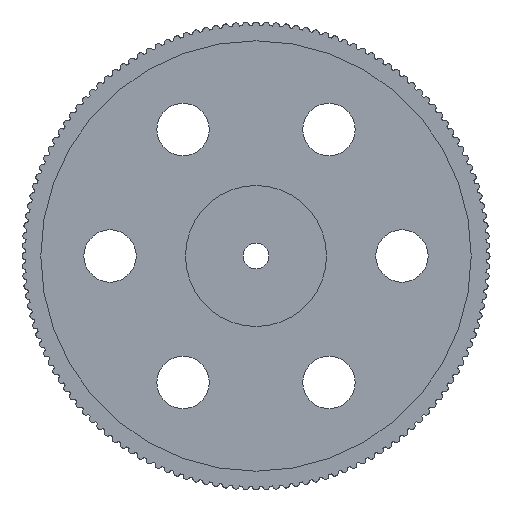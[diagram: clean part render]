
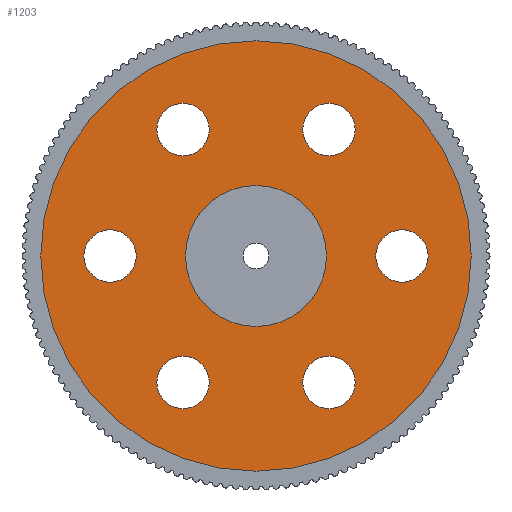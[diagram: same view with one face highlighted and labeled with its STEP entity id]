
A CAD part, left-side view. The second image highlights one B-rep face of the part: STEP entity #1203.
In plain terms, the highlighted planar face has unit normal (-1, 0, 0).
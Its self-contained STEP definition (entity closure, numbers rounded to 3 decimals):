
#1203 = ADVANCED_FACE( '', ( #2713, #2714, #2715, #2716, #2717, #2718, #2719, #2720 ), #2721, .T. );
#2713 = FACE_BOUND( '', #4528, .T. );
#2714 = FACE_BOUND( '', #4529, .T. );
#2715 = FACE_BOUND( '', #4530, .T. );
#2716 = FACE_BOUND( '', #4531, .T. );
#2717 = FACE_OUTER_BOUND( '', #4532, .T. );
#2718 = FACE_BOUND( '', #4533, .T. );
#2719 = FACE_BOUND( '', #4534, .T. );
#2720 = FACE_BOUND( '', #4535, .T. );
#2721 = PLANE( '', #4536 );
#4528 = EDGE_LOOP( '', ( #7778 ) );
#4529 = EDGE_LOOP( '', ( #7779 ) );
#4530 = EDGE_LOOP( '', ( #7780 ) );
#4531 = EDGE_LOOP( '', ( #7781 ) );
#4532 = EDGE_LOOP( '', ( #7782 ) );
#4533 = EDGE_LOOP( '', ( #7783 ) );
#4534 = EDGE_LOOP( '', ( #7784 ) );
#4535 = EDGE_LOOP( '', ( #7785 ) );
#4536 = AXIS2_PLACEMENT_3D( '', #7786, #7787, #7788 );
#7778 = ORIENTED_EDGE( '', *, *, #12380, .T. );
#7779 = ORIENTED_EDGE( '', *, *, #12133, .T. );
#7780 = ORIENTED_EDGE( '', *, *, #12616, .T. );
#7781 = ORIENTED_EDGE( '', *, *, #12617, .T. );
#7782 = ORIENTED_EDGE( '', *, *, #12618, .F. );
#7783 = ORIENTED_EDGE( '', *, *, #11964, .T. );
#7784 = ORIENTED_EDGE( '', *, *, #11967, .T. );
#7785 = ORIENTED_EDGE( '', *, *, #12619, .T. );
#7786 = CARTESIAN_POINT( '', ( 20., 168., 0. ) );
#7787 = DIRECTION( '', ( -1., 0., 0. ) );
#7788 = DIRECTION( '', ( 0., 0., 1. ) );
#11964 = EDGE_CURVE( '', #14782, #14782, #14783, .T. );
#11967 = EDGE_CURVE( '', #14787, #14787, #14788, .T. );
#12133 = EDGE_CURVE( '', #15065, #15065, #15066, .T. );
#12380 = EDGE_CURVE( '', #15457, #15457, #15458, .T. );
#12616 = EDGE_CURVE( '', #15817, #15817, #15818, .T. );
#12617 = EDGE_CURVE( '', #15819, #15819, #15820, .T. );
#12618 = EDGE_CURVE( '', #15821, #15821, #15822, .T. );
#12619 = EDGE_CURVE( '', #15823, #15823, #15824, .T. );
#14782 = VERTEX_POINT( '', #18535 );
#14783 = CIRCLE( '', #18536, 20.45 );
#14787 = VERTEX_POINT( '', #18540 );
#14788 = CIRCLE( '', #18541, 20.45 );
#15065 = VERTEX_POINT( '', #18873 );
#15066 = CIRCLE( '', #18874, 20.45 );
#15457 = VERTEX_POINT( '', #19336 );
#15458 = CIRCLE( '', #19337, 55. );
#15817 = VERTEX_POINT( '', #19755 );
#15818 = CIRCLE( '', #19756, 20.45 );
#15819 = VERTEX_POINT( '', #19757 );
#15820 = CIRCLE( '', #19758, 20.45 );
#15821 = VERTEX_POINT( '', #19759 );
#15822 = CIRCLE( '', #19760, 168. );
#15823 = VERTEX_POINT( '', #19761 );
#15824 = CIRCLE( '', #19762, 20.45 );
#18535 = CARTESIAN_POINT( '', ( 20., 56.975, 78.234 ) );
#18536 = AXIS2_PLACEMENT_3D( '', #22329, #22330, #22331 );
#18540 = CARTESIAN_POINT( '', ( 20., -113.95, -20.45 ) );
#18541 = AXIS2_PLACEMENT_3D( '', #22335, #22336, #22337 );
#18873 = CARTESIAN_POINT( '', ( 20., 113.95, -20.45 ) );
#18874 = AXIS2_PLACEMENT_3D( '', #22612, #22613, #22614 );
#19336 = CARTESIAN_POINT( '', ( 20., 0., -55. ) );
#19337 = AXIS2_PLACEMENT_3D( '', #23034, #23035, #23036 );
#19755 = CARTESIAN_POINT( '', ( 20., -56.975, -119.134 ) );
#19756 = AXIS2_PLACEMENT_3D( '', #23447, #23448, #23449 );
#19757 = CARTESIAN_POINT( '', ( 20., -56.975, 78.234 ) );
#19758 = AXIS2_PLACEMENT_3D( '', #23450, #23451, #23452 );
#19759 = CARTESIAN_POINT( '', ( 20., 0., -168. ) );
#19760 = AXIS2_PLACEMENT_3D( '', #23453, #23454, #23455 );
#19761 = CARTESIAN_POINT( '', ( 20., 56.975, -119.134 ) );
#19762 = AXIS2_PLACEMENT_3D( '', #23456, #23457, #23458 );
#22329 = CARTESIAN_POINT( '', ( 20., 56.975, 98.684 ) );
#22330 = DIRECTION( '', ( 1., 0., 0. ) );
#22331 = DIRECTION( '', ( 0., 0., -1. ) );
#22335 = CARTESIAN_POINT( '', ( 20., -113.95, 0. ) );
#22336 = DIRECTION( '', ( 1., 0., 0. ) );
#22337 = DIRECTION( '', ( 0., 0., -1. ) );
#22612 = CARTESIAN_POINT( '', ( 20., 113.95, 0. ) );
#22613 = DIRECTION( '', ( 1., 0., 0. ) );
#22614 = DIRECTION( '', ( 0., 0., -1. ) );
#23034 = CARTESIAN_POINT( '', ( 20., 0., 0. ) );
#23035 = DIRECTION( '', ( 1., 0., 0. ) );
#23036 = DIRECTION( '', ( 0., 0., -1. ) );
#23447 = CARTESIAN_POINT( '', ( 20., -56.975, -98.684 ) );
#23448 = DIRECTION( '', ( 1., 0., 0. ) );
#23449 = DIRECTION( '', ( 0., 0., -1. ) );
#23450 = CARTESIAN_POINT( '', ( 20., -56.975, 98.684 ) );
#23451 = DIRECTION( '', ( 1., 0., 0. ) );
#23452 = DIRECTION( '', ( 0., 0., -1. ) );
#23453 = CARTESIAN_POINT( '', ( 20., 0., 0. ) );
#23454 = DIRECTION( '', ( 1., 0., 0. ) );
#23455 = DIRECTION( '', ( 0., 0., -1. ) );
#23456 = CARTESIAN_POINT( '', ( 20., 56.975, -98.684 ) );
#23457 = DIRECTION( '', ( 1., 0., 0. ) );
#23458 = DIRECTION( '', ( 0., 0., -1. ) );
